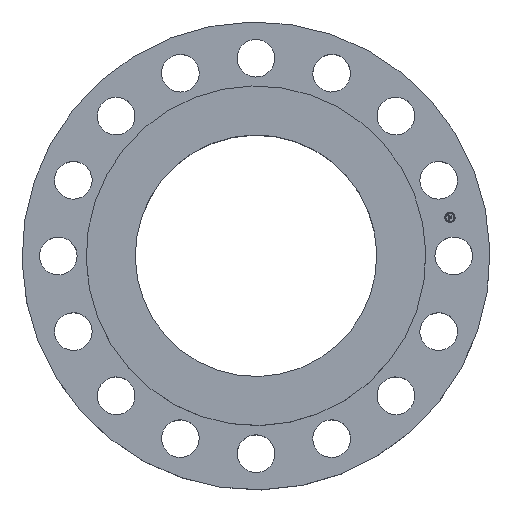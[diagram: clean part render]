
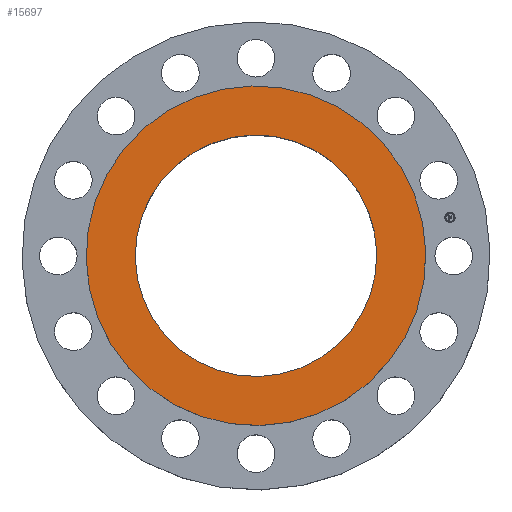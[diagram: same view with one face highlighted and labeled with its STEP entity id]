
A CAD part, top view. The second image highlights one B-rep face of the part: STEP entity #15697.
In plain terms, the highlighted planar face has unit normal (0, 0, 1).
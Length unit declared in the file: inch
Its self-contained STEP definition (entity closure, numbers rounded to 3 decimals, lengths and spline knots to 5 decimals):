
#4893=AXIS2_PLACEMENT_3D('Circle Axis2P3D',#4891,#4892,$) ;
#4912=AXIS2_PLACEMENT_3D('Circle Axis2P3D',#4910,#4911,$) ;
#15673=AXIS2_PLACEMENT_3D('Plane Axis2P3D',#15670,#15671,#15672) ;
#15681=AXIS2_PLACEMENT_3D('Circle Axis2P3D',#15679,#15680,$) ;
#15690=AXIS2_PLACEMENT_3D('Circle Axis2P3D',#15688,#15689,$) ;
#4888=CARTESIAN_POINT('Vertex',(6.74072,12.33881,15.75)) ;
#4891=CARTESIAN_POINT('Axis2P3D Location',(0.,0.,15.75)) ;
#4895=CARTESIAN_POINT('Vertex',(-6.74072,-12.33881,15.75)) ;
#4910=CARTESIAN_POINT('Axis2P3D Location',(0.,0.,15.75)) ;
#15670=CARTESIAN_POINT('Axis2P3D Location',(0.,14.06,15.75)) ;
#15679=CARTESIAN_POINT('Axis2P3D Location',(0.,0.,15.75)) ;
#15683=CARTESIAN_POINT('Vertex',(-4.79426,-8.77583,15.75)) ;
#15685=CARTESIAN_POINT('Vertex',(4.79426,8.77583,15.75)) ;
#15688=CARTESIAN_POINT('Axis2P3D Location',(0.,0.,15.75)) ;
#4892=DIRECTION('Axis2P3D Direction',(0.,0.,-0.039)) ;
#4911=DIRECTION('Axis2P3D Direction',(0.,0.,-0.039)) ;
#15671=DIRECTION('Axis2P3D Direction',(0.,0.,-0.039)) ;
#15672=DIRECTION('Axis2P3D XDirection',(0.039,0.,0.)) ;
#15680=DIRECTION('Axis2P3D Direction',(0.,0.,-0.039)) ;
#15689=DIRECTION('Axis2P3D Direction',(0.,0.,-0.039)) ;
#15676=ORIENTED_EDGE('',*,*,#4897,.F.) ;
#15677=ORIENTED_EDGE('',*,*,#4914,.F.) ;
#15694=ORIENTED_EDGE('',*,*,#15687,.T.) ;
#15695=ORIENTED_EDGE('',*,*,#15692,.T.) ;
#15696=FACE_BOUND('',#15693,.T.) ;
#15697=ADVANCED_FACE('PartBody',(#15678,#15696),#15674,.F.) ;
#4894=CIRCLE('generated circle',#4893,14.06) ;
#4913=CIRCLE('generated circle',#4912,14.06) ;
#15682=CIRCLE('generated circle',#15681,10.) ;
#15691=CIRCLE('generated circle',#15690,10.) ;
#4897=EDGE_CURVE('',#4889,#4896,#4894,.T.) ;
#4914=EDGE_CURVE('',#4896,#4889,#4913,.T.) ;
#15687=EDGE_CURVE('',#15684,#15686,#15682,.T.) ;
#15692=EDGE_CURVE('',#15686,#15684,#15691,.T.) ;
#15675=EDGE_LOOP('',(#15676,#15677)) ;
#15693=EDGE_LOOP('',(#15694,#15695)) ;
#15678=FACE_OUTER_BOUND('',#15675,.T.) ;
#15674=PLANE('',#15673) ;
#4889=VERTEX_POINT('',#4888) ;
#4896=VERTEX_POINT('',#4895) ;
#15684=VERTEX_POINT('',#15683) ;
#15686=VERTEX_POINT('',#15685) ;
